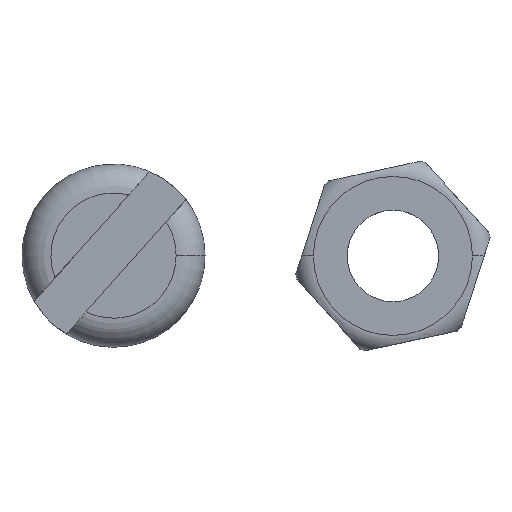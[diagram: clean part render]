
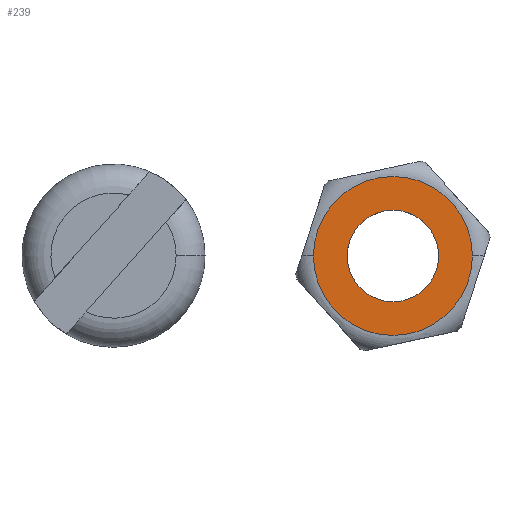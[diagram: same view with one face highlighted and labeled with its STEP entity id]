
A CAD part, top view. The second image highlights one B-rep face of the part: STEP entity #239.
In plain terms, the highlighted planar face has unit normal (0, 0, 1).
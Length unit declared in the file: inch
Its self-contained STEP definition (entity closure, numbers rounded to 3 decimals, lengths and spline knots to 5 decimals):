
#33 = CARTESIAN_POINT ( 'NONE',  ( 0., 0., 0.07 ) ) ;
#39 = PLANE ( 'NONE',  #1290 ) ;
#49 = DIRECTION ( 'NONE',  ( 1., 0., 0. ) ) ;
#50 = DIRECTION ( 'NONE',  ( 0., 0., 1. ) ) ;
#81 = ORIENTED_EDGE ( 'NONE', *, *, #1472, .F. ) ;
#82 = ORIENTED_EDGE ( 'NONE', *, *, #1626, .F. ) ;
#83 = ORIENTED_EDGE ( 'NONE', *, *, #1445, .T. ) ;
#84 = ORIENTED_EDGE ( 'NONE', *, *, #1425, .T. ) ;
#121 = VERTEX_POINT ( 'NONE', #2446 ) ;
#239 = ADVANCED_FACE ( 'NONE', ( #2284, #2283 ), #39, .T. ) ;
#488 = CARTESIAN_POINT ( 'NONE',  ( 0., 0., 0.07 ) ) ;
#489 = DIRECTION ( 'NONE',  ( 0., 0., 1. ) ) ;
#490 = DIRECTION ( 'NONE',  ( 1., 0., 0. ) ) ;
#624 = EDGE_LOOP ( 'NONE', ( #82, #81 ) ) ;
#625 = EDGE_LOOP ( 'NONE', ( #84, #83 ) ) ;
#815 = CIRCLE ( 'NONE', #1225, 0.0825 ) ;
#818 = CIRCLE ( 'NONE', #1224, 0.0475 ) ;
#1224 = AXIS2_PLACEMENT_3D ( 'NONE', #2460, #2461, #2462 ) ;
#1225 = AXIS2_PLACEMENT_3D ( 'NONE', #2455, #2456, #2457 ) ;
#1229 = AXIS2_PLACEMENT_3D ( 'NONE', #2016, #2017, #2018 ) ;
#1290 = AXIS2_PLACEMENT_3D ( 'NONE', #33, #50, #49 ) ;
#1385 = AXIS2_PLACEMENT_3D ( 'NONE', #488, #489, #490 ) ;
#1425 = EDGE_CURVE ( 'NONE', #2206, #1928, #2193, .T. ) ;
#1445 = EDGE_CURVE ( 'NONE', #1928, #2206, #815, .T. ) ;
#1472 = EDGE_CURVE ( 'NONE', #2205, #121, #818, .T. ) ;
#1626 = EDGE_CURVE ( 'NONE', #121, #2205, #2779, .T. ) ;
#1778 = CARTESIAN_POINT ( 'NONE',  ( -0.0825, 0., 0.07 ) ) ;
#1802 = CARTESIAN_POINT ( 'NONE',  ( 0.0475, 0., 0.07 ) ) ;
#1803 = CARTESIAN_POINT ( 'NONE',  ( 0.0825, 0., 0.07 ) ) ;
#1928 = VERTEX_POINT ( 'NONE', #1778 ) ;
#2016 = CARTESIAN_POINT ( 'NONE',  ( 0., 0., 0.07 ) ) ;
#2017 = DIRECTION ( 'NONE',  ( 0., 0., 1. ) ) ;
#2018 = DIRECTION ( 'NONE',  ( 1., 0., 0. ) ) ;
#2193 = CIRCLE ( 'NONE', #1229, 0.0825 ) ;
#2205 = VERTEX_POINT ( 'NONE', #1802 ) ;
#2206 = VERTEX_POINT ( 'NONE', #1803 ) ;
#2283 = FACE_BOUND ( 'NONE', #624, .T. ) ;
#2284 = FACE_OUTER_BOUND ( 'NONE', #625, .T. ) ;
#2446 = CARTESIAN_POINT ( 'NONE',  ( -0.0475, 0., 0.07 ) ) ;
#2455 = CARTESIAN_POINT ( 'NONE',  ( 0., 0., 0.07 ) ) ;
#2456 = DIRECTION ( 'NONE',  ( 0., 0., 1. ) ) ;
#2457 = DIRECTION ( 'NONE',  ( 1., 0., 0. ) ) ;
#2460 = CARTESIAN_POINT ( 'NONE',  ( 0., 0., 0.07 ) ) ;
#2461 = DIRECTION ( 'NONE',  ( 0., 0., 1. ) ) ;
#2462 = DIRECTION ( 'NONE',  ( 1., 0., 0. ) ) ;
#2779 = CIRCLE ( 'NONE', #1385, 0.0475 ) ;
